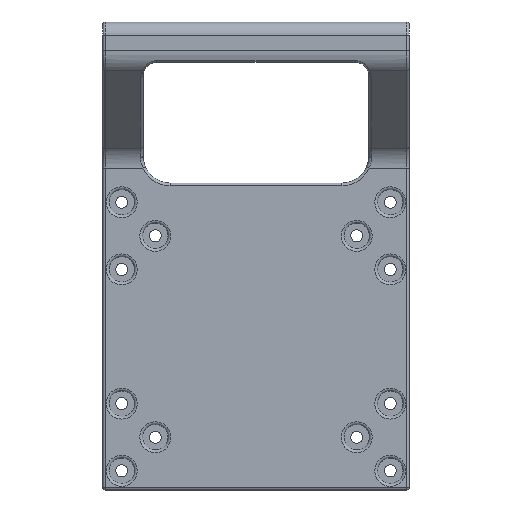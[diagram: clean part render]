
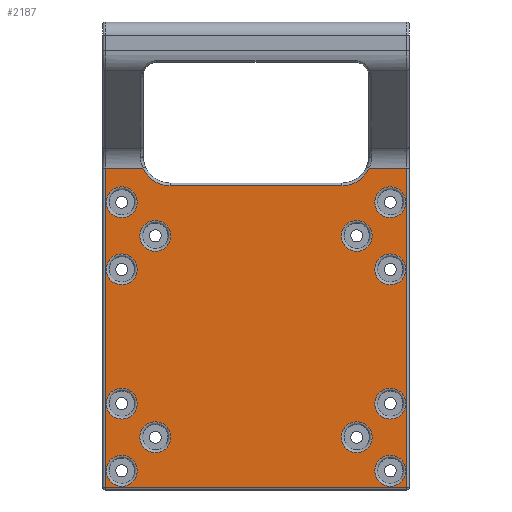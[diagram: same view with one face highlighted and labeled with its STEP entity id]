
A CAD part, front view. The second image highlights one B-rep face of the part: STEP entity #2187.
In plain terms, the highlighted planar face has unit normal (0, -1, 0).
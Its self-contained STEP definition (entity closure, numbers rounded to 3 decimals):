
#15=FACE_BOUND('',#570,.T.);
#16=FACE_BOUND('',#571,.T.);
#17=FACE_BOUND('',#572,.T.);
#18=FACE_BOUND('',#573,.T.);
#19=FACE_BOUND('',#574,.T.);
#20=FACE_BOUND('',#575,.T.);
#21=FACE_BOUND('',#576,.T.);
#22=FACE_BOUND('',#577,.T.);
#23=FACE_BOUND('',#578,.T.);
#24=FACE_BOUND('',#579,.T.);
#25=FACE_BOUND('',#580,.T.);
#26=FACE_BOUND('',#581,.T.);
#56=PLANE('',#2413);
#132=LINE('',#3465,#228);
#144=LINE('',#3533,#240);
#157=LINE('',#3609,#253);
#165=LINE('',#3748,#261);
#166=LINE('',#3758,#262);
#167=LINE('',#3762,#263);
#228=VECTOR('',#2699,10.);
#240=VECTOR('',#2783,10.);
#253=VECTOR('',#2874,10.);
#261=VECTOR('',#2896,10.);
#262=VECTOR('',#2901,10.);
#263=VECTOR('',#2904,10.);
#423=FACE_OUTER_BOUND('',#569,.T.);
#569=EDGE_LOOP('',(#1603,#1604,#1605,#1606,#1607,#1608,#1609,#1610));
#570=EDGE_LOOP('',(#1611));
#571=EDGE_LOOP('',(#1612));
#572=EDGE_LOOP('',(#1613));
#573=EDGE_LOOP('',(#1614));
#574=EDGE_LOOP('',(#1615));
#575=EDGE_LOOP('',(#1616));
#576=EDGE_LOOP('',(#1617));
#577=EDGE_LOOP('',(#1618));
#578=EDGE_LOOP('',(#1619));
#579=EDGE_LOOP('',(#1620));
#580=EDGE_LOOP('',(#1621));
#581=EDGE_LOOP('',(#1622));
#778=CIRCLE('',#2414,11.);
#779=CIRCLE('',#2415,11.);
#780=CIRCLE('',#2416,5.75);
#781=CIRCLE('',#2417,5.75);
#782=CIRCLE('',#2418,5.75);
#783=CIRCLE('',#2419,5.75);
#784=CIRCLE('',#2420,5.75);
#785=CIRCLE('',#2421,5.75);
#786=CIRCLE('',#2422,5.75);
#787=CIRCLE('',#2423,5.75);
#788=CIRCLE('',#2424,5.75);
#789=CIRCLE('',#2425,5.75);
#790=CIRCLE('',#2426,5.75);
#791=CIRCLE('',#2427,5.75);
#927=VERTEX_POINT('',#3453);
#930=VERTEX_POINT('',#3463);
#949=VERTEX_POINT('',#3524);
#974=VERTEX_POINT('',#3603);
#986=VERTEX_POINT('',#3747);
#988=VERTEX_POINT('',#3757);
#989=VERTEX_POINT('',#3759);
#990=VERTEX_POINT('',#3761);
#991=VERTEX_POINT('',#3764);
#992=VERTEX_POINT('',#3766);
#993=VERTEX_POINT('',#3768);
#994=VERTEX_POINT('',#3770);
#995=VERTEX_POINT('',#3772);
#996=VERTEX_POINT('',#3774);
#997=VERTEX_POINT('',#3776);
#998=VERTEX_POINT('',#3778);
#999=VERTEX_POINT('',#3780);
#1000=VERTEX_POINT('',#3782);
#1001=VERTEX_POINT('',#3784);
#1002=VERTEX_POINT('',#3786);
#1134=EDGE_CURVE('',#930,#927,#132,.T.);
#1169=EDGE_CURVE('',#927,#949,#144,.T.);
#1208=EDGE_CURVE('',#949,#974,#157,.T.);
#1225=EDGE_CURVE('',#974,#986,#165,.T.);
#1228=EDGE_CURVE('',#988,#930,#166,.T.);
#1229=EDGE_CURVE('',#989,#988,#778,.T.);
#1230=EDGE_CURVE('',#990,#989,#167,.T.);
#1231=EDGE_CURVE('',#986,#990,#779,.T.);
#1232=EDGE_CURVE('',#991,#991,#780,.T.);
#1233=EDGE_CURVE('',#992,#992,#781,.T.);
#1234=EDGE_CURVE('',#993,#993,#782,.T.);
#1235=EDGE_CURVE('',#994,#994,#783,.T.);
#1236=EDGE_CURVE('',#995,#995,#784,.T.);
#1237=EDGE_CURVE('',#996,#996,#785,.T.);
#1238=EDGE_CURVE('',#997,#997,#786,.T.);
#1239=EDGE_CURVE('',#998,#998,#787,.T.);
#1240=EDGE_CURVE('',#999,#999,#788,.T.);
#1241=EDGE_CURVE('',#1000,#1000,#789,.T.);
#1242=EDGE_CURVE('',#1001,#1001,#790,.T.);
#1243=EDGE_CURVE('',#1002,#1002,#791,.T.);
#1603=ORIENTED_EDGE('',*,*,#1208,.F.);
#1604=ORIENTED_EDGE('',*,*,#1169,.F.);
#1605=ORIENTED_EDGE('',*,*,#1134,.F.);
#1606=ORIENTED_EDGE('',*,*,#1228,.F.);
#1607=ORIENTED_EDGE('',*,*,#1229,.F.);
#1608=ORIENTED_EDGE('',*,*,#1230,.F.);
#1609=ORIENTED_EDGE('',*,*,#1231,.F.);
#1610=ORIENTED_EDGE('',*,*,#1225,.F.);
#1611=ORIENTED_EDGE('',*,*,#1232,.F.);
#1612=ORIENTED_EDGE('',*,*,#1233,.F.);
#1613=ORIENTED_EDGE('',*,*,#1234,.F.);
#1614=ORIENTED_EDGE('',*,*,#1235,.F.);
#1615=ORIENTED_EDGE('',*,*,#1236,.F.);
#1616=ORIENTED_EDGE('',*,*,#1237,.F.);
#1617=ORIENTED_EDGE('',*,*,#1238,.F.);
#1618=ORIENTED_EDGE('',*,*,#1239,.F.);
#1619=ORIENTED_EDGE('',*,*,#1240,.F.);
#1620=ORIENTED_EDGE('',*,*,#1241,.F.);
#1621=ORIENTED_EDGE('',*,*,#1242,.F.);
#1622=ORIENTED_EDGE('',*,*,#1243,.F.);
#2187=ADVANCED_FACE('',(#423,#15,#16,#17,#18,#19,#20,#21,#22,#23,#24,#25,
#26),#56,.T.);
#2413=AXIS2_PLACEMENT_3D('',#3756,#2899,#2900);
#2414=AXIS2_PLACEMENT_3D('',#3760,#2902,#2903);
#2415=AXIS2_PLACEMENT_3D('',#3763,#2905,#2906);
#2416=AXIS2_PLACEMENT_3D('',#3765,#2907,#2908);
#2417=AXIS2_PLACEMENT_3D('',#3767,#2909,#2910);
#2418=AXIS2_PLACEMENT_3D('',#3769,#2911,#2912);
#2419=AXIS2_PLACEMENT_3D('',#3771,#2913,#2914);
#2420=AXIS2_PLACEMENT_3D('',#3773,#2915,#2916);
#2421=AXIS2_PLACEMENT_3D('',#3775,#2917,#2918);
#2422=AXIS2_PLACEMENT_3D('',#3777,#2919,#2920);
#2423=AXIS2_PLACEMENT_3D('',#3779,#2921,#2922);
#2424=AXIS2_PLACEMENT_3D('',#3781,#2923,#2924);
#2425=AXIS2_PLACEMENT_3D('',#3783,#2925,#2926);
#2426=AXIS2_PLACEMENT_3D('',#3785,#2927,#2928);
#2427=AXIS2_PLACEMENT_3D('',#3787,#2929,#2930);
#2699=DIRECTION('',(0.,0.,-1.));
#2783=DIRECTION('',(-1.,0.,0.));
#2874=DIRECTION('',(0.,0.,1.));
#2896=DIRECTION('',(1.,0.,0.));
#2899=DIRECTION('center_axis',(0.,-1.,0.));
#2900=DIRECTION('ref_axis',(0.,0.,-1.));
#2901=DIRECTION('',(1.,0.,0.));
#2902=DIRECTION('center_axis',(0.,-1.,0.));
#2903=DIRECTION('ref_axis',(0.53,0.,-0.848));
#2904=DIRECTION('',(1.,0.,0.));
#2905=DIRECTION('center_axis',(0.,-1.,0.));
#2906=DIRECTION('ref_axis',(-0.53,0.,-0.848));
#2907=DIRECTION('center_axis',(0.,-1.,0.));
#2908=DIRECTION('ref_axis',(0.,0.,1.));
#2909=DIRECTION('center_axis',(0.,-1.,0.));
#2910=DIRECTION('ref_axis',(0.,0.,1.));
#2911=DIRECTION('center_axis',(0.,-1.,0.));
#2912=DIRECTION('ref_axis',(0.,0.,1.));
#2913=DIRECTION('center_axis',(0.,-1.,0.));
#2914=DIRECTION('ref_axis',(0.,0.,1.));
#2915=DIRECTION('center_axis',(0.,-1.,0.));
#2916=DIRECTION('ref_axis',(0.,0.,1.));
#2917=DIRECTION('center_axis',(0.,-1.,0.));
#2918=DIRECTION('ref_axis',(0.,0.,1.));
#2919=DIRECTION('center_axis',(0.,-1.,0.));
#2920=DIRECTION('ref_axis',(0.,0.,1.));
#2921=DIRECTION('center_axis',(0.,-1.,0.));
#2922=DIRECTION('ref_axis',(0.,0.,1.));
#2923=DIRECTION('center_axis',(0.,-1.,0.));
#2924=DIRECTION('ref_axis',(0.,0.,1.));
#2925=DIRECTION('center_axis',(0.,-1.,0.));
#2926=DIRECTION('ref_axis',(0.,0.,1.));
#2927=DIRECTION('center_axis',(0.,-1.,0.));
#2928=DIRECTION('ref_axis',(0.,0.,1.));
#2929=DIRECTION('center_axis',(0.,-1.,0.));
#2930=DIRECTION('ref_axis',(0.,0.,1.));
#3453=CARTESIAN_POINT('',(113.3,-7.,1.));
#3463=CARTESIAN_POINT('',(113.3,-7.,119.915));
#3465=CARTESIAN_POINT('',(113.3,-7.,108.225));
#3524=CARTESIAN_POINT('',(1.,-7.,1.));
#3533=CARTESIAN_POINT('',(28.575,-7.,1.));
#3603=CARTESIAN_POINT('',(1.,-7.,119.915));
#3609=CARTESIAN_POINT('',(1.,-7.,85.725));
#3747=CARTESIAN_POINT('',(15.056,-7.,119.915));
#3748=CARTESIAN_POINT('',(36.147,-7.,119.915));
#3756=CARTESIAN_POINT('Origin',(57.15,-7.,57.15));
#3757=CARTESIAN_POINT('',(99.244,-7.,119.915));
#3758=CARTESIAN_POINT('',(85.725,-7.,119.915));
#3759=CARTESIAN_POINT('',(89.155,-7.,113.3));
#3760=CARTESIAN_POINT('Origin',(89.155,-7.,124.3));
#3761=CARTESIAN_POINT('',(25.145,-7.,113.3));
#3762=CARTESIAN_POINT('',(85.725,-7.,113.3));
#3763=CARTESIAN_POINT('Origin',(25.145,-7.,124.3));
#3764=CARTESIAN_POINT('',(19.65,-7.,88.9));
#3765=CARTESIAN_POINT('Origin',(19.65,-7.,94.65));
#3766=CARTESIAN_POINT('',(107.15,-7.,76.4));
#3767=CARTESIAN_POINT('Origin',(107.15,-7.,82.15));
#3768=CARTESIAN_POINT('',(7.15,-7.,76.4));
#3769=CARTESIAN_POINT('Origin',(7.15,-7.,82.15));
#3770=CARTESIAN_POINT('',(7.15,-7.,1.4));
#3771=CARTESIAN_POINT('Origin',(7.15,-7.,7.15));
#3772=CARTESIAN_POINT('',(107.15,-7.,26.4));
#3773=CARTESIAN_POINT('Origin',(107.15,-7.,32.15));
#3774=CARTESIAN_POINT('',(94.65,-7.,13.9));
#3775=CARTESIAN_POINT('Origin',(94.65,-7.,19.65));
#3776=CARTESIAN_POINT('',(94.65,-7.,88.9));
#3777=CARTESIAN_POINT('Origin',(94.65,-7.,94.65));
#3778=CARTESIAN_POINT('',(107.15,-7.,101.4));
#3779=CARTESIAN_POINT('Origin',(107.15,-7.,107.15));
#3780=CARTESIAN_POINT('',(7.15,-7.,101.4));
#3781=CARTESIAN_POINT('Origin',(7.15,-7.,107.15));
#3782=CARTESIAN_POINT('',(7.15,-7.,26.4));
#3783=CARTESIAN_POINT('Origin',(7.15,-7.,32.15));
#3784=CARTESIAN_POINT('',(107.15,-7.,1.4));
#3785=CARTESIAN_POINT('Origin',(107.15,-7.,7.15));
#3786=CARTESIAN_POINT('',(19.65,-7.,13.9));
#3787=CARTESIAN_POINT('Origin',(19.65,-7.,19.65));
